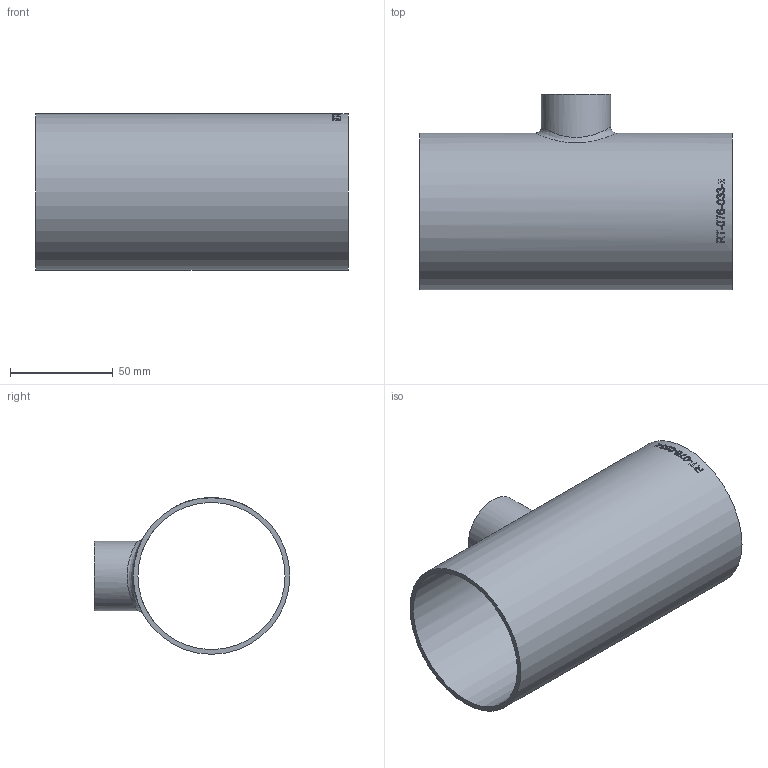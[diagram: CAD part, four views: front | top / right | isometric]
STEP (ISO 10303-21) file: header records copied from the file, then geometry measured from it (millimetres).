
FILE_DESCRIPTION (( 'STEP AP214' ), '1' );
FILE_NAME ('RT-076-033-x T-Stück Ø76,1x2,3-Ø33,7x2,0 BL152 2302.STEP', '2023-02-01T11:10:28', ( '' ), ( '' ), 'SwSTEP 2.0', 'SolidWorks 2019', '' );
FILE_SCHEMA (( 'AUTOMOTIVE_DESIGN' ));
Length unit declared in the file: millimetre
Products named in the file (1): RT-076-033-x T-Stück Ø76,1x2,3-Ø33,7x2,0 BL152 2302
Bounding box: 152 x 95.05 x 76.1 mm (x, y, z)
Volume: 83558.9 mm3; surface area: 74324.7 mm2
Topology: 1 solids, 1 shells, 158 faces, 418 edges, 278 vertices
Faces by surface type: bspline 96, plane 41, cylinder 21
Full cylindrical faces by diameter (mm): 29.7 x1, 33.7 x1, 71.5 x1, 76.1 x1
Entity records: 19927 total; most frequent: CARTESIAN_POINT 15267, ORIENTED_EDGE 812, EDGE_CURVE 406, B_SPLINE_CURVE_WITH_KNOTS 295, DIRECTION 287, VERTEX_POINT 274, EDGE_LOOP 184, FACE_OUTER_BOUND 163
